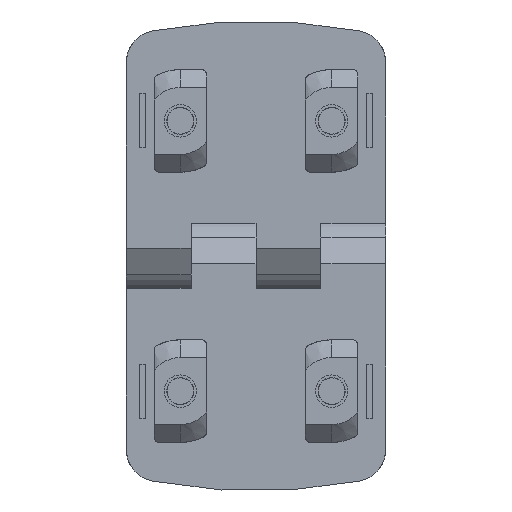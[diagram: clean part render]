
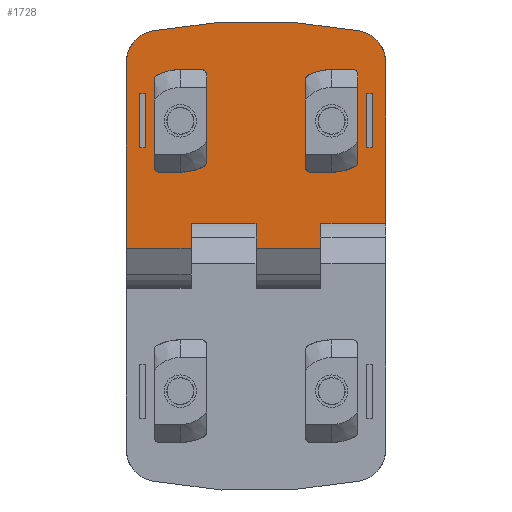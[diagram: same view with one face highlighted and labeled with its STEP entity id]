
A CAD part, left-side view. The second image highlights one B-rep face of the part: STEP entity #1728.
In plain terms, the highlighted planar face has unit normal (-1, 0, 0).
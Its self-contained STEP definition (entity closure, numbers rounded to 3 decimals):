
#530=CARTESIAN_POINT('',(0.,14.,25.));
#531=DIRECTION('',(-1.,0.,0.));
#532=DIRECTION('',(0.,1.,0.));
#533=AXIS2_PLACEMENT_3D('',#530,#531,#532);
#538=CARTESIAN_POINT('',(0.,14.,25.));
#539=DIRECTION('',(-1.,0.,0.));
#540=DIRECTION('',(0.,-1.,0.));
#541=AXIS2_PLACEMENT_3D('',#538,#539,#540);
#546=CARTESIAN_POINT('',(0.,-14.,25.));
#547=DIRECTION('',(1.,0.,0.));
#548=DIRECTION('',(0.,-1.,0.));
#549=AXIS2_PLACEMENT_3D('',#546,#547,#548);
#554=CARTESIAN_POINT('',(0.,-14.,25.));
#555=DIRECTION('',(1.,0.,0.));
#556=DIRECTION('',(0.,1.,0.));
#557=AXIS2_PLACEMENT_3D('',#554,#555,#556);
#562=DIRECTION('',(0.,0.,1.));
#563=VECTOR('',#562,4.585);
#564=CARTESIAN_POINT('',(0.,0.,1.415));
#565=LINE('',#564,#563);
#569=DIRECTION('',(0.,1.,0.));
#570=VECTOR('',#569,12.);
#571=CARTESIAN_POINT('',(0.,0.,6.));
#572=LINE('',#571,#570);
#576=DIRECTION('',(0.,0.,1.));
#577=VECTOR('',#576,4.585);
#578=CARTESIAN_POINT('',(0.,12.,1.415));
#579=LINE('',#578,#577);
#583=DIRECTION('',(0.,1.,0.));
#584=VECTOR('',#583,12.);
#585=CARTESIAN_POINT('',(0.,12.,1.415));
#586=LINE('',#585,#584);
#590=DIRECTION('',(0.,0.,1.));
#591=VECTOR('',#590,34.345);
#592=CARTESIAN_POINT('',(0.,24.,1.415));
#593=LINE('',#592,#591);
#597=CARTESIAN_POINT('',(0.,18.,35.761));
#598=DIRECTION('',(1.,0.,0.));
#599=DIRECTION('',(0.,1.,0.));
#600=AXIS2_PLACEMENT_3D('',#597,#598,#599);
#605=CARTESIAN_POINT('',(0.,0.,-56.5));
#606=DIRECTION('',(1.,0.,0.));
#607=DIRECTION('',(0.,0.191,0.981));
#608=AXIS2_PLACEMENT_3D('',#605,#606,#607);
#613=CARTESIAN_POINT('',(0.,-18.,35.761));
#614=DIRECTION('',(1.,0.,0.));
#615=DIRECTION('',(0.,-0.191,0.981));
#616=AXIS2_PLACEMENT_3D('',#613,#614,#615);
#621=DIRECTION('',(0.,0.,-1.));
#622=VECTOR('',#621,29.761);
#623=CARTESIAN_POINT('',(0.,-24.,35.761));
#624=LINE('',#623,#622);
#628=DIRECTION('',(0.,1.,0.));
#629=VECTOR('',#628,12.);
#630=CARTESIAN_POINT('',(0.,-24.,6.));
#631=LINE('',#630,#629);
#635=DIRECTION('',(0.,0.,1.));
#636=VECTOR('',#635,4.585);
#637=CARTESIAN_POINT('',(0.,-12.,1.415));
#638=LINE('',#637,#636);
#642=DIRECTION('',(0.,1.,0.));
#643=VECTOR('',#642,12.);
#644=CARTESIAN_POINT('',(0.,-12.,1.415));
#645=LINE('',#644,#643);
#649=DIRECTION('',(0.,0.,-1.));
#650=VECTOR('',#649,10.);
#651=CARTESIAN_POINT('',(0.,20.5,30.));
#652=LINE('',#651,#650);
#656=DIRECTION('',(0.,-1.,0.));
#657=VECTOR('',#656,1.);
#658=CARTESIAN_POINT('',(0.,21.5,30.));
#659=LINE('',#658,#657);
#663=DIRECTION('',(0.,0.,1.));
#664=VECTOR('',#663,10.);
#665=CARTESIAN_POINT('',(0.,21.5,20.));
#666=LINE('',#665,#664);
#670=DIRECTION('',(0.,1.,0.));
#671=VECTOR('',#670,1.);
#672=CARTESIAN_POINT('',(0.,20.5,20.));
#673=LINE('',#672,#671);
#677=DIRECTION('',(0.,-1.,0.));
#678=VECTOR('',#677,1.);
#679=CARTESIAN_POINT('',(0.,-20.5,30.));
#680=LINE('',#679,#678);
#684=DIRECTION('',(0.,0.,1.));
#685=VECTOR('',#684,10.);
#686=CARTESIAN_POINT('',(0.,-20.5,20.));
#687=LINE('',#686,#685);
#691=DIRECTION('',(0.,1.,0.));
#692=VECTOR('',#691,1.);
#693=CARTESIAN_POINT('',(0.,-21.5,20.));
#694=LINE('',#693,#692);
#698=DIRECTION('',(0.,0.,-1.));
#699=VECTOR('',#698,10.);
#700=CARTESIAN_POINT('',(0.,-21.5,30.));
#701=LINE('',#700,#699);
#1408=CARTESIAN_POINT('',(0.,-24.,35.761));
#1410=VERTEX_POINT('',#1408);
#1412=CARTESIAN_POINT('',(0.,24.,35.761));
#1414=VERTEX_POINT('',#1412);
#1416=CARTESIAN_POINT('',(0.,19.149,41.649));
#1417=VERTEX_POINT('',#1416);
#1418=CARTESIAN_POINT('',(0.,-19.149,41.649));
#1419=VERTEX_POINT('',#1418);
#1442=CARTESIAN_POINT('',(0.,17.3,25.));
#1443=CARTESIAN_POINT('',(0.,10.7,25.));
#1444=VERTEX_POINT('',#1442);
#1445=VERTEX_POINT('',#1443);
#1461=CARTESIAN_POINT('',(0.,-17.3,25.));
#1462=CARTESIAN_POINT('',(0.,-10.7,25.));
#1463=VERTEX_POINT('',#1461);
#1464=VERTEX_POINT('',#1462);
#1470=CARTESIAN_POINT('',(0.,24.,1.415));
#1471=VERTEX_POINT('',#1470);
#1477=CARTESIAN_POINT('',(0.,-24.,6.));
#1479=VERTEX_POINT('',#1477);
#1486=CARTESIAN_POINT('',(0.,-12.,1.415));
#1487=CARTESIAN_POINT('',(0.,-12.,6.));
#1488=VERTEX_POINT('',#1486);
#1489=VERTEX_POINT('',#1487);
#1502=CARTESIAN_POINT('',(0.,0.,1.415));
#1503=CARTESIAN_POINT('',(0.,0.,6.));
#1504=VERTEX_POINT('',#1502);
#1505=VERTEX_POINT('',#1503);
#1506=CARTESIAN_POINT('',(0.,12.,1.415));
#1507=CARTESIAN_POINT('',(0.,12.,6.));
#1508=VERTEX_POINT('',#1506);
#1509=VERTEX_POINT('',#1507);
#1542=CARTESIAN_POINT('',(0.,20.5,30.));
#1543=CARTESIAN_POINT('',(0.,20.5,20.));
#1544=VERTEX_POINT('',#1542);
#1545=VERTEX_POINT('',#1543);
#1546=CARTESIAN_POINT('',(0.,21.5,20.));
#1547=VERTEX_POINT('',#1546);
#1548=CARTESIAN_POINT('',(0.,21.5,30.));
#1549=VERTEX_POINT('',#1548);
#1558=CARTESIAN_POINT('',(0.,-20.5,30.));
#1559=CARTESIAN_POINT('',(0.,-21.5,30.));
#1560=VERTEX_POINT('',#1558);
#1561=VERTEX_POINT('',#1559);
#1562=CARTESIAN_POINT('',(0.,-21.5,20.));
#1563=VERTEX_POINT('',#1562);
#1564=CARTESIAN_POINT('',(0.,-20.5,20.));
#1565=VERTEX_POINT('',#1564);
#1669=CARTESIAN_POINT('',(0.,-24.,1.7));
#1670=DIRECTION('',(-1.,0.,0.));
#1671=DIRECTION('',(0.,0.,1.));
#1672=AXIS2_PLACEMENT_3D('',#1669,#1670,#1671);
#1673=PLANE('',#1672);
#1675=ORIENTED_EDGE('',*,*,#1674,.T.);
#1677=ORIENTED_EDGE('',*,*,#1676,.T.);
#1679=ORIENTED_EDGE('',*,*,#1678,.F.);
#1681=ORIENTED_EDGE('',*,*,#1680,.T.);
#1683=ORIENTED_EDGE('',*,*,#1682,.T.);
#1685=ORIENTED_EDGE('',*,*,#1684,.T.);
#1686=ORIENTED_EDGE('',*,*,#1662,.T.);
#1687=ORIENTED_EDGE('',*,*,#1630,.T.);
#1688=ORIENTED_EDGE('',*,*,#1573,.T.);
#1689=ORIENTED_EDGE('',*,*,#1594,.T.);
#1691=ORIENTED_EDGE('',*,*,#1690,.F.);
#1693=ORIENTED_EDGE('',*,*,#1692,.T.);
#1694=EDGE_LOOP('',(#1675,#1677,#1679,#1681,#1683,#1685,#1686,#1687,#1688,#1689,
#1691,#1693));
#1695=FACE_OUTER_BOUND('',#1694,.F.);
#1697=ORIENTED_EDGE('',*,*,#1696,.F.);
#1699=ORIENTED_EDGE('',*,*,#1698,.F.);
#1700=EDGE_LOOP('',(#1697,#1699));
#1701=FACE_BOUND('',#1700,.F.);
#1703=ORIENTED_EDGE('',*,*,#1702,.T.);
#1705=ORIENTED_EDGE('',*,*,#1704,.T.);
#1706=EDGE_LOOP('',(#1703,#1705));
#1707=FACE_BOUND('',#1706,.F.);
#1709=ORIENTED_EDGE('',*,*,#1708,.F.);
#1711=ORIENTED_EDGE('',*,*,#1710,.F.);
#1713=ORIENTED_EDGE('',*,*,#1712,.F.);
#1715=ORIENTED_EDGE('',*,*,#1714,.F.);
#1716=EDGE_LOOP('',(#1709,#1711,#1713,#1715));
#1717=FACE_BOUND('',#1716,.F.);
#1719=ORIENTED_EDGE('',*,*,#1718,.F.);
#1721=ORIENTED_EDGE('',*,*,#1720,.F.);
#1723=ORIENTED_EDGE('',*,*,#1722,.F.);
#1725=ORIENTED_EDGE('',*,*,#1724,.F.);
#1726=EDGE_LOOP('',(#1719,#1721,#1723,#1725));
#1727=FACE_BOUND('',#1726,.F.);
#534=CIRCLE('',#533,3.3);
#542=CIRCLE('',#541,3.3);
#550=CIRCLE('',#549,3.3);
#558=CIRCLE('',#557,3.3);
#601=CIRCLE('',#600,6.);
#609=CIRCLE('',#608,100.);
#617=CIRCLE('',#616,6.);
#1573=EDGE_CURVE('',#1410,#1479,#624,.T.);
#1594=EDGE_CURVE('',#1479,#1489,#631,.T.);
#1630=EDGE_CURVE('',#1419,#1410,#617,.T.);
#1662=EDGE_CURVE('',#1417,#1419,#609,.T.);
#1674=EDGE_CURVE('',#1504,#1505,#565,.T.);
#1676=EDGE_CURVE('',#1505,#1509,#572,.T.);
#1678=EDGE_CURVE('',#1508,#1509,#579,.T.);
#1680=EDGE_CURVE('',#1508,#1471,#586,.T.);
#1682=EDGE_CURVE('',#1471,#1414,#593,.T.);
#1684=EDGE_CURVE('',#1414,#1417,#601,.T.);
#1690=EDGE_CURVE('',#1488,#1489,#638,.T.);
#1692=EDGE_CURVE('',#1488,#1504,#645,.T.);
#1696=EDGE_CURVE('',#1463,#1464,#550,.T.);
#1698=EDGE_CURVE('',#1464,#1463,#558,.T.);
#1702=EDGE_CURVE('',#1444,#1445,#534,.T.);
#1704=EDGE_CURVE('',#1445,#1444,#542,.T.);
#1708=EDGE_CURVE('',#1544,#1545,#652,.T.);
#1710=EDGE_CURVE('',#1549,#1544,#659,.T.);
#1712=EDGE_CURVE('',#1547,#1549,#666,.T.);
#1714=EDGE_CURVE('',#1545,#1547,#673,.T.);
#1718=EDGE_CURVE('',#1560,#1561,#680,.T.);
#1720=EDGE_CURVE('',#1565,#1560,#687,.T.);
#1722=EDGE_CURVE('',#1563,#1565,#694,.T.);
#1724=EDGE_CURVE('',#1561,#1563,#701,.T.);
#1728=ADVANCED_FACE('',(#1695,#1701,#1707,#1717,#1727),#1673,.T.);
